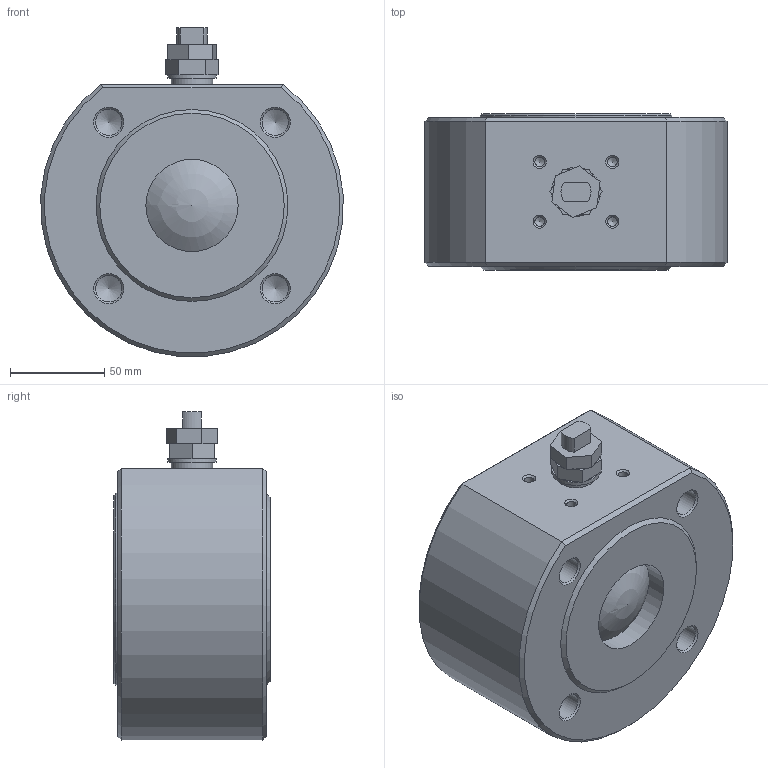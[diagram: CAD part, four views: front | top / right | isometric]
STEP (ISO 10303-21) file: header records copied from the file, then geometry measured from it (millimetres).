
FILE_DESCRIPTION( ( 'STEP AP214' ), '1' );
FILE_NAME( ' ', ' ', ( ' ' ), ( ' ' ), 'PSStep 13.0', 'VISI 18.0', ' ' );
FILE_SCHEMA( ( 'AUTOMOTIVE_DESIGN { 1 0 10303 214 1 1 1 1 }' ) );
Length unit declared in the file: millimetre
Products named in the file (3): 1; 2; 3
Bounding box: 160.64 x 83 x 174.7 mm (x, y, z)
Volume: 1496118.3 mm3; surface area: 99883.5 mm2
Topology: 3 solids, 5 shells, 95 faces, 222 edges, 139 vertices
Faces by surface type: plane 41, cone 30, cylinder 22, sphere 2
Full cylindrical faces by diameter (mm): 5 x4, 14 x8, 16 x1, 22 x1, 26 x1, 49 x2, 90 x1, 102 x1
Entity records: 3005 total; most frequent: DIRECTION 406, CARTESIAN_POINT 368, ORIENTED_EDGE 280, AXIS2_PLACEMENT_3D 172, EDGE_LOOP 150, EDGE_CURVE 140, VERTEX_POINT 118, FACE_OUTER_BOUND 114
